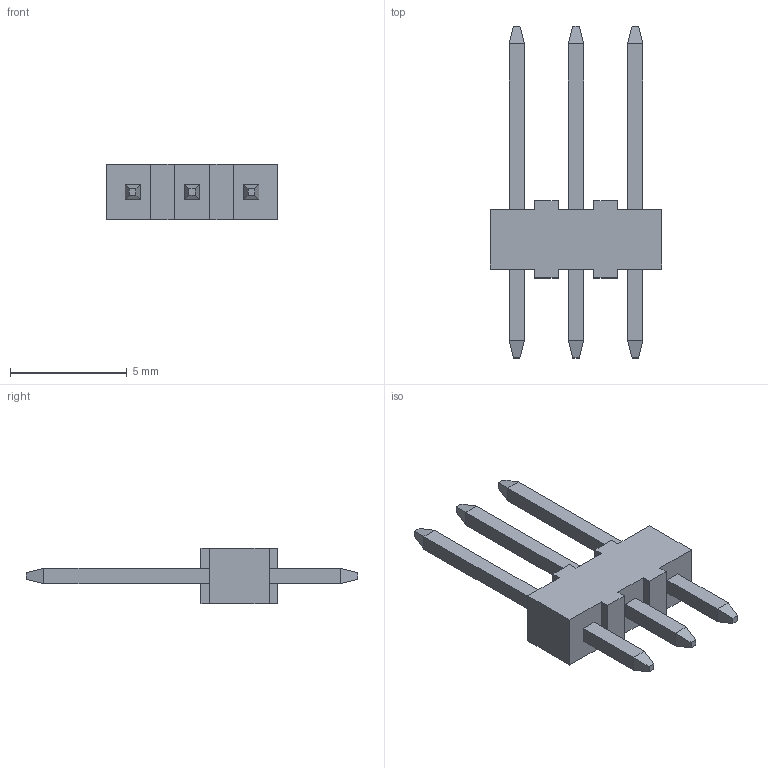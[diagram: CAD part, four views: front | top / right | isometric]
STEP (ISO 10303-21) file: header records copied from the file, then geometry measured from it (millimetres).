
FILE_DESCRIPTION((''),'2;1');
FILE_NAME('022032031','2014-06-05T',('me'),(''),'PRO/ENGINEER BY PARAMETRIC TECHNOLOGY CORPORATION, 2011490','PRO/ENGINEER BY PARAMETRIC TECHNOLOGY CORPORATION, 2011490','');
FILE_SCHEMA(('CONFIG_CONTROL_DESIGN'));
Length unit declared in the file: inch
Products named in the file (1): 022032031
Bounding box: 7.37 x 14.22 x 2.36 mm (x, y, z)
Volume: 62.2 mm3; surface area: 181.7 mm2
Topology: 1 solids, 1 shells, 76 faces, 186 edges, 118 vertices
Faces by surface type: plane 76
Entity records: 2206 total; most frequent: CARTESIAN_POINT 375, ORIENTED_EDGE 360, DIRECTION 346, VECTOR 180, LINE 180, EDGE_CURVE 180, VERTEX_POINT 112, AXIS2_PLACEMENT_3D 83
